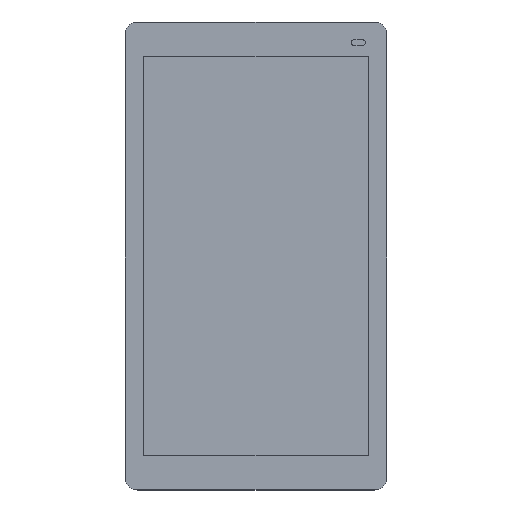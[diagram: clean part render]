
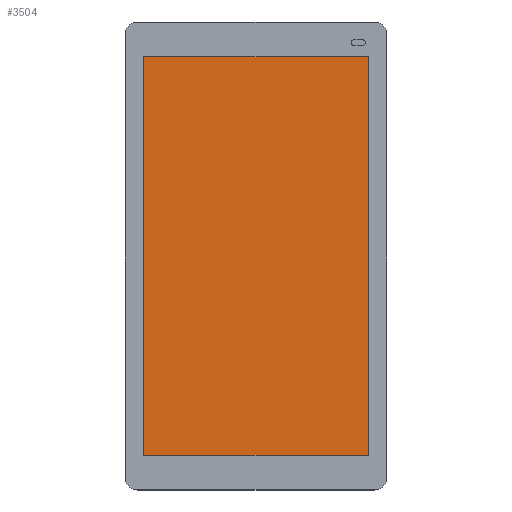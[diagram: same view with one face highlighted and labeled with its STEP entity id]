
A CAD part, top view. The second image highlights one B-rep face of the part: STEP entity #3504.
In plain terms, the highlighted planar face has unit normal (0, 0, 1).
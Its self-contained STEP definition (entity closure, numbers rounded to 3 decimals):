
#1032=DIRECTION('',(0.,1.,0.));
#1033=VECTOR('',#1032,111.);
#1034=CARTESIAN_POINT('',(31.35,-55.5,-0.01));
#1035=LINE('',#1034,#1033);
#1036=DIRECTION('',(1.,0.,0.));
#1037=VECTOR('',#1036,62.7);
#1038=CARTESIAN_POINT('',(-31.35,-55.5,-0.01));
#1039=LINE('',#1038,#1037);
#1040=DIRECTION('',(0.,-1.,0.));
#1041=VECTOR('',#1040,111.);
#1042=CARTESIAN_POINT('',(-31.35,55.5,-0.01));
#1043=LINE('',#1042,#1041);
#1044=DIRECTION('',(-1.,0.,0.));
#1045=VECTOR('',#1044,62.7);
#1046=CARTESIAN_POINT('',(31.35,55.5,-0.01));
#1047=LINE('',#1046,#1045);
#2191=CARTESIAN_POINT('',(31.35,-55.5,-0.01));
#2192=VERTEX_POINT('',#2191);
#2193=CARTESIAN_POINT('',(31.35,55.5,-0.01));
#2194=VERTEX_POINT('',#2193);
#2195=CARTESIAN_POINT('',(-31.35,-55.5,-0.01));
#2196=VERTEX_POINT('',#2195);
#2197=CARTESIAN_POINT('',(-31.35,55.5,-0.01));
#2198=VERTEX_POINT('',#2197);
#3493=CARTESIAN_POINT('',(-37.632,-66.612,-0.01));
#3494=DIRECTION('',(0.,0.,1.));
#3495=DIRECTION('',(1.,0.,0.));
#3496=AXIS2_PLACEMENT_3D('',#3493,#3494,#3495);
#3497=PLANE('',#3496);
#3498=ORIENTED_EDGE('',*,*,#3487,.F.);
#3499=ORIENTED_EDGE('',*,*,#3445,.F.);
#3500=ORIENTED_EDGE('',*,*,#3460,.F.);
#3501=ORIENTED_EDGE('',*,*,#3474,.F.);
#3502=EDGE_LOOP('',(#3498,#3499,#3500,#3501));
#3503=FACE_OUTER_BOUND('',#3502,.F.);
#3445=EDGE_CURVE('',#2196,#2192,#1039,.T.);
#3460=EDGE_CURVE('',#2198,#2196,#1043,.T.);
#3474=EDGE_CURVE('',#2194,#2198,#1047,.T.);
#3487=EDGE_CURVE('',#2192,#2194,#1035,.T.);
#3504=ADVANCED_FACE('',(#3503),#3497,.T.);
